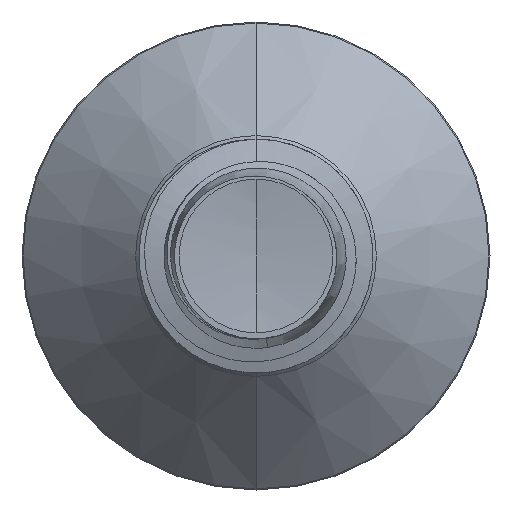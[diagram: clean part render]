
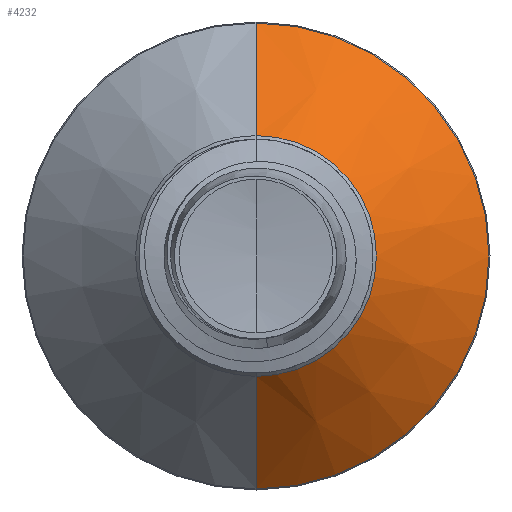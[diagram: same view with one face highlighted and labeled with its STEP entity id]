
A CAD part, front view. The second image highlights one B-rep face of the part: STEP entity #4232.
In plain terms, the highlighted conical face has half-angle 45 degrees and reference radius 3.088 mm.
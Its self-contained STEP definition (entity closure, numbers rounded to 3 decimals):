
#1385 = CIRCLE ( 'NONE', #14405, 5.974 ) ;
#1599 = LINE ( 'NONE', #8699, #4431 ) ;
#2202 = ORIENTED_EDGE ( 'NONE', *, *, #17123, .T. ) ;
#2678 = EDGE_LOOP ( 'NONE', ( #2202, #3847, #10269, #11232 ) ) ;
#2842 = VERTEX_POINT ( 'NONE', #10759 ) ;
#2882 = CARTESIAN_POINT ( 'NONE',  ( 0., 8.124, -5.974 ) ) ;
#3024 = DIRECTION ( 'NONE',  ( 0., 1., 0. ) ) ;
#3847 = ORIENTED_EDGE ( 'NONE', *, *, #8216, .T. ) ;
#4232 = ADVANCED_FACE ( 'NONE', ( #13110 ), #12696, .T. ) ;
#4431 = VECTOR ( 'NONE', #15191, 1000. ) ;
#4633 = EDGE_CURVE ( 'NONE', #10493, #5905, #1599, .T. ) ;
#4909 = CARTESIAN_POINT ( 'NONE',  ( 0., 5.239, 3.089 ) ) ;
#5449 = EDGE_CURVE ( 'NONE', #5905, #6630, #1385, .T. ) ;
#5905 = VERTEX_POINT ( 'NONE', #9312 ) ;
#6630 = VERTEX_POINT ( 'NONE', #2882 ) ;
#6909 = AXIS2_PLACEMENT_3D ( 'NONE', #14983, #3024, #7148 ) ;
#7148 = DIRECTION ( 'NONE',  ( 0., 0., 1. ) ) ;
#7452 = DIRECTION ( 'NONE',  ( 0., 1., 0. ) ) ;
#7756 = CARTESIAN_POINT ( 'NONE',  ( 0., 5.239, 0. ) ) ;
#8216 = EDGE_CURVE ( 'NONE', #2842, #6630, #16123, .T. ) ;
#8699 = CARTESIAN_POINT ( 'NONE',  ( 0., 5.239, 3.089 ) ) ;
#9093 = DIRECTION ( 'NONE',  ( 0., 0., 1. ) ) ;
#9213 = VECTOR ( 'NONE', #12148, 1000. ) ;
#9312 = CARTESIAN_POINT ( 'NONE',  ( 0., 8.124, 5.974 ) ) ;
#9543 = CIRCLE ( 'NONE', #10654, 3.089 ) ;
#9574 = CARTESIAN_POINT ( 'NONE',  ( 0., 5.239, -3.089 ) ) ;
#10269 = ORIENTED_EDGE ( 'NONE', *, *, #5449, .F. ) ;
#10493 = VERTEX_POINT ( 'NONE', #4909 ) ;
#10654 = AXIS2_PLACEMENT_3D ( 'NONE', #7756, #16918, #9093 ) ;
#10759 = CARTESIAN_POINT ( 'NONE',  ( 0., 5.239, -3.089 ) ) ;
#11232 = ORIENTED_EDGE ( 'NONE', *, *, #4633, .F. ) ;
#12148 = DIRECTION ( 'NONE',  ( 0., 0.707, -0.707 ) ) ;
#12696 = CONICAL_SURFACE ( 'NONE', #6909, 3.089, 0.785 ) ;
#13110 = FACE_OUTER_BOUND ( 'NONE', #2678, .T. ) ;
#14405 = AXIS2_PLACEMENT_3D ( 'NONE', #15290, #7452, #16619 ) ;
#14983 = CARTESIAN_POINT ( 'NONE',  ( 0., 5.239, 0. ) ) ;
#15191 = DIRECTION ( 'NONE',  ( 0., 0.707, 0.707 ) ) ;
#15290 = CARTESIAN_POINT ( 'NONE',  ( 0., 8.124, 0. ) ) ;
#16123 = LINE ( 'NONE', #9574, #9213 ) ;
#16619 = DIRECTION ( 'NONE',  ( 0., 0., 1. ) ) ;
#16918 = DIRECTION ( 'NONE',  ( 0., 1., 0. ) ) ;
#17123 = EDGE_CURVE ( 'NONE', #10493, #2842, #9543, .T. ) ;
